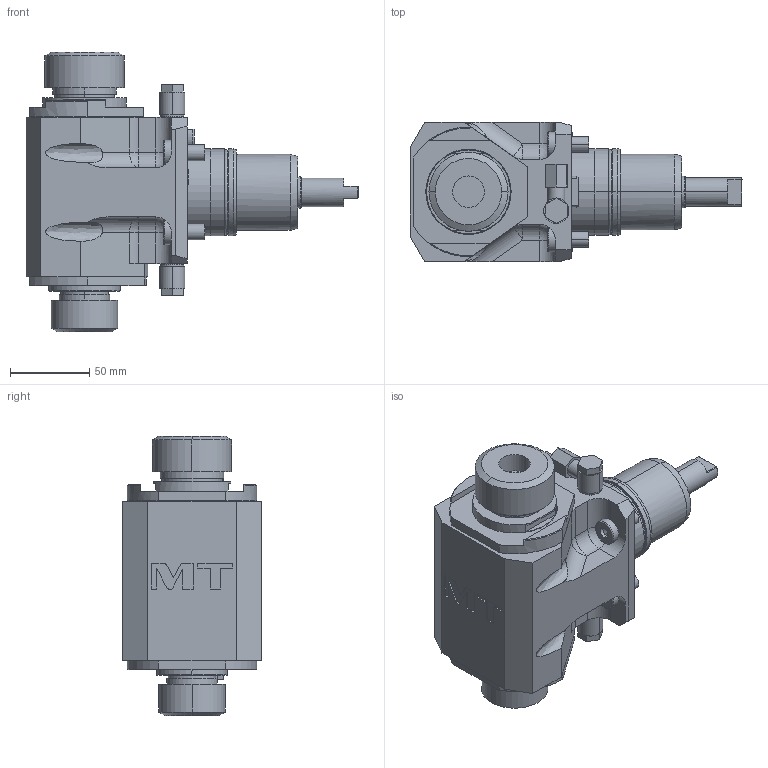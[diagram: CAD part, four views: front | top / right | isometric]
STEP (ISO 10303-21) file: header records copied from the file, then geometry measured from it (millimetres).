
FILE_DESCRIPTION((''),'2;1');
FILE_NAME('NKM2073225_CONF','2023-03-22T15:18:39',('smalpassi'),('M.T. srl'),'CREO PARAMETRIC BY PTC INC, 2021072','CREO PARAMETRIC BY PTC INC, 2021072','');
FILE_SCHEMA(('CONFIG_CONTROL_DESIGN'));
Length unit declared in the file: millimetre
Products named in the file (1): NKM2073225_CONF
Bounding box: 210 x 88 x 176.82 mm (x, y, z)
Volume: 1066107.5 mm3; surface area: 105642.6 mm2
Topology: 1 solids, 1 shells, 429 faces, 1045 edges, 666 vertices
Faces by surface type: plane 199, cylinder 154, cone 42, torus 20, sphere 8, bspline 4, extrusion 2
Entity records: 14347 total; most frequent: CARTESIAN_POINT 4084, DIRECTION 2201, ORIENTED_EDGE 2074, EDGE_CURVE 1037, AXIS2_PLACEMENT_3D 837, VERTEX_POINT 666, VECTOR 527, LINE 525
